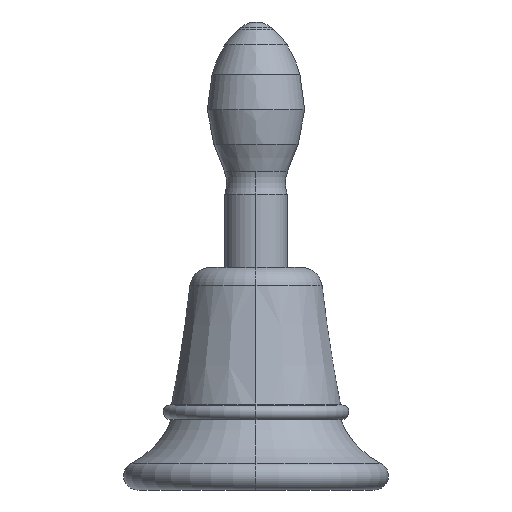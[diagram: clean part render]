
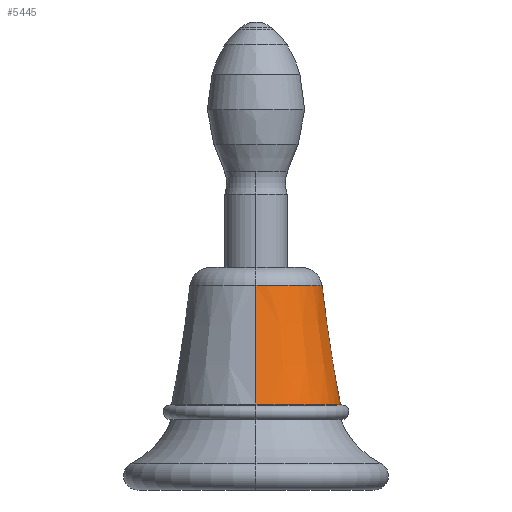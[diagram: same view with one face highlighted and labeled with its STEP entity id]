
A CAD part, left-side view. The second image highlights one B-rep face of the part: STEP entity #5445.
In plain terms, the highlighted conical face has half-angle 8.794 degrees and reference radius 16.965 mm.
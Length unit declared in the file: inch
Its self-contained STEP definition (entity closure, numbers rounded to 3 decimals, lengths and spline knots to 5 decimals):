
#3841=CARTESIAN_POINT('',(-11.38889,0.,-2.531));
#3842=CARTESIAN_POINT('',(-11.38889,-0.00563,-2.531));
#3843=CARTESIAN_POINT('',(-11.38923,-0.01693,
-2.5296));
#3844=CARTESIAN_POINT('',(-11.39076,-0.03296,
-2.5233));
#3845=CARTESIAN_POINT('',(-11.39233,-0.04228,
-2.51656));
#3846=CARTESIAN_POINT('',(-11.3932,-0.04647,
-2.51265));
#3848=DIRECTION('',(-0.153,0.,0.988));
#3849=VECTOR('',#3848,0.09083);
#3850=CARTESIAN_POINT('',(-11.375,0.,-2.62076));
#3851=LINE('',#3850,#3849);
#3852=CARTESIAN_POINT('',(-12.125,0.,-2.62076));
#3853=DIRECTION('',(0.,0.,1.));
#3854=DIRECTION('',(-1.,0.,0.));
#3855=AXIS2_PLACEMENT_3D('',#3852,#3853,#3854);
#3857=DIRECTION('',(0.153,0.,0.988));
#3858=VECTOR('',#3857,1.07413);
#3859=CARTESIAN_POINT('',(-12.875,0.,-2.62076));
#3860=LINE('',#3859,#3858);
#3861=DIRECTION('',(-0.153,0.,0.988));
#3862=VECTOR('',#3861,0.83409);
#3863=CARTESIAN_POINT('',(-11.4117,0.,
-2.38354));
#3864=LINE('',#3863,#3862);
#3865=CARTESIAN_POINT('',(-11.41185,-0.04809,
-2.39302));
#3866=CARTESIAN_POINT('',(-11.41197,-0.04318,
-2.39009));
#3867=CARTESIAN_POINT('',(-11.41209,-0.033,
-2.38558));
#3868=CARTESIAN_POINT('',(-11.412,-0.01663,
-2.38239));
#3869=CARTESIAN_POINT('',(-11.41183,-0.0056,
-2.38271));
#3870=CARTESIAN_POINT('',(-11.4117,0.,
-2.38354));
#3872=CARTESIAN_POINT('',(-11.40941,-0.07537,
-2.42389));
#3873=CARTESIAN_POINT('',(-11.41004,-0.07214,
-2.41767));
#3874=CARTESIAN_POINT('',(-11.41102,-0.06432,
-2.40632));
#3875=CARTESIAN_POINT('',(-11.41162,-0.05397,
-2.39706));
#3876=CARTESIAN_POINT('',(-11.41185,-0.04809,
-2.39302));
#3878=CARTESIAN_POINT('',(-11.3932,-0.04647,
-2.51265));
#3879=CARTESIAN_POINT('',(-11.39399,-0.05095,
-2.50937));
#3880=CARTESIAN_POINT('',(-11.39571,-0.05913,
-2.50216));
#3881=CARTESIAN_POINT('',(-11.39862,-0.0692,
-2.48924));
#3882=CARTESIAN_POINT('',(-11.40165,-0.07653,
-2.47456));
#3883=CARTESIAN_POINT('',(-11.4046,-0.08064,
-2.4585));
#3884=CARTESIAN_POINT('',(-11.40733,-0.08081,
-2.4411));
#3885=CARTESIAN_POINT('',(-11.40878,-0.07781,
-2.42961));
#3886=CARTESIAN_POINT('',(-11.40941,-0.07537,
-2.42389));
#3898=CARTESIAN_POINT('',(-12.125,0.,-1.55926));
#3899=DIRECTION('',(0.,0.,1.));
#3900=DIRECTION('',(-1.,0.,0.));
#3901=AXIS2_PLACEMENT_3D('',#3898,#3899,#3900);
#4947=CARTESIAN_POINT('',(-11.40941,-0.07537,
-2.42389));
#5167=CARTESIAN_POINT('',(-12.875,0.,-2.62076));
#5169=VERTEX_POINT('',#5167);
#5170=CARTESIAN_POINT('',(-12.71079,0.,-1.55926));
#5171=VERTEX_POINT('',#5170);
#5175=CARTESIAN_POINT('',(-11.375,0.,-2.62076));
#5177=VERTEX_POINT('',#5175);
#5178=CARTESIAN_POINT('',(-11.53921,0.,-1.55926));
#5180=VERTEX_POINT('',#5178);
#5220=CARTESIAN_POINT('',(-11.38889,0.,-2.531));
#5221=VERTEX_POINT('',#5220);
#5254=VERTEX_POINT('',#3846);
#5255=CARTESIAN_POINT('',(-11.4117,0.,
-2.38354));
#5256=VERTEX_POINT('',#5255);
#5289=VERTEX_POINT('',#4947);
#5290=VERTEX_POINT('',#3876);
#5424=CARTESIAN_POINT('',(-12.125,0.,-2.09001));
#5425=DIRECTION('',(0.,0.,-1.));
#5426=DIRECTION('',(1.,0.,0.));
#5427=AXIS2_PLACEMENT_3D('',#5424,#5425,#5426);
#5428=CONICAL_SURFACE('',#5427,0.6679,8.794);
#5430=ORIENTED_EDGE('',*,*,#5429,.F.);
#5431=ORIENTED_EDGE('',*,*,#5355,.F.);
#5432=ORIENTED_EDGE('',*,*,#5416,.F.);
#5433=ORIENTED_EDGE('',*,*,#5352,.T.);
#5435=ORIENTED_EDGE('',*,*,#5434,.T.);
#5436=ORIENTED_EDGE('',*,*,#5348,.F.);
#5438=ORIENTED_EDGE('',*,*,#5437,.F.);
#5440=ORIENTED_EDGE('',*,*,#5439,.F.);
#5442=ORIENTED_EDGE('',*,*,#5441,.F.);
#5443=EDGE_LOOP('',(#5430,#5431,#5432,#5433,#5435,#5436,#5438,#5440,#5442));
#5444=FACE_OUTER_BOUND('',#5443,.F.);
#5445=ADVANCED_FACE('',(#5444),#5428,.T.);
#3847=B_SPLINE_CURVE_WITH_KNOTS('',3,(#3841,#3842,#3843,#3844,#3845,#3846),
.UNSPECIFIED.,.F.,.F.,(4,1,1,4),(0.,0.33333,0.66667,1.),
.UNSPECIFIED.);
#3856=CIRCLE('',#3855,0.75);
#3871=B_SPLINE_CURVE_WITH_KNOTS('',3,(#3865,#3866,#3867,#3868,#3869,#3870),
.UNSPECIFIED.,.F.,.F.,(4,1,1,4),(0.,0.33333,0.66667,1.),
.UNSPECIFIED.);
#3877=B_SPLINE_CURVE_WITH_KNOTS('',3,(#3872,#3873,#3874,#3875,#3876),
.UNSPECIFIED.,.F.,.F.,(4,1,4),(0.,0.5,1.),.UNSPECIFIED.);
#3887=B_SPLINE_CURVE_WITH_KNOTS('',3,(#3878,#3879,#3880,#3881,#3882,#3883,#3884,
#3885,#3886),.UNSPECIFIED.,.F.,.F.,(4,1,1,1,1,1,4),(0.,0.16667,
0.33333,0.5,0.66667,0.83333,1.),
.UNSPECIFIED.);
#3902=CIRCLE('',#3901,0.58579);
#5348=EDGE_CURVE('',#5256,#5180,#3864,.T.);
#5352=EDGE_CURVE('',#5169,#5171,#3860,.T.);
#5355=EDGE_CURVE('',#5177,#5221,#3851,.T.);
#5416=EDGE_CURVE('',#5169,#5177,#3856,.T.);
#5429=EDGE_CURVE('',#5221,#5254,#3847,.T.);
#5434=EDGE_CURVE('',#5171,#5180,#3902,.T.);
#5437=EDGE_CURVE('',#5290,#5256,#3871,.T.);
#5439=EDGE_CURVE('',#5289,#5290,#3877,.T.);
#5441=EDGE_CURVE('',#5254,#5289,#3887,.T.);
